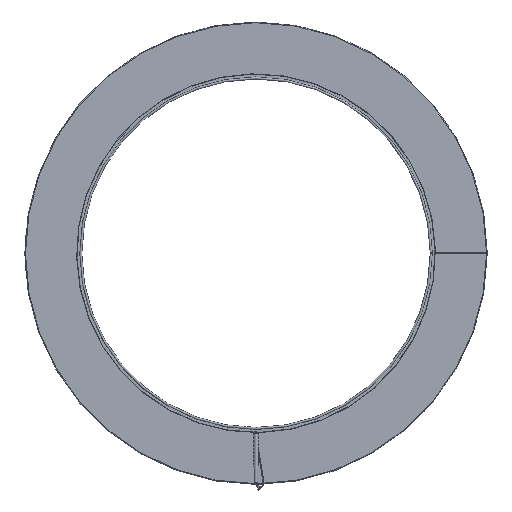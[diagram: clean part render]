
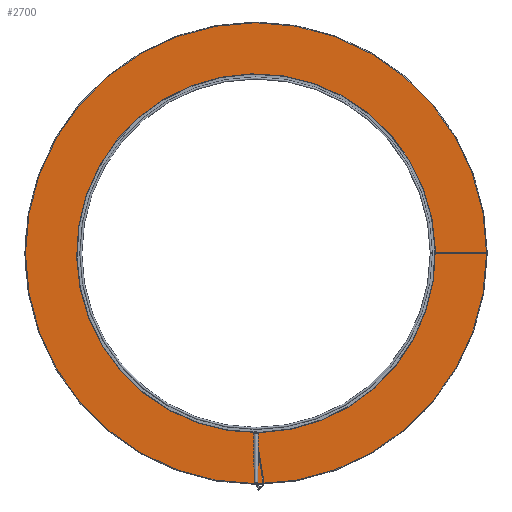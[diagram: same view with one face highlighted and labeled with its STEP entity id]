
A CAD part, front view. The second image highlights one B-rep face of the part: STEP entity #2700.
In plain terms, the highlighted planar face has unit normal (0, -1, 0).
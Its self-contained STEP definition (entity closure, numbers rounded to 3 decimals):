
#162=CIRCLE('',#2955,254.);
#163=CIRCLE('',#2957,327.);
#402=FACE_OUTER_BOUND('',#587,.T.);
#587=EDGE_LOOP('',(#1950,#1951,#1952,#1953));
#765=LINE('',#4299,#953);
#830=LINE('',#4494,#1018);
#953=VECTOR('',#3264,73.);
#1018=VECTOR('',#3457,73.);
#1140=VERTEX_POINT('',#4291);
#1142=VERTEX_POINT('',#4297);
#1206=VERTEX_POINT('',#4486);
#1208=VERTEX_POINT('',#4492);
#1362=EDGE_CURVE('',#1140,#1142,#765,.T.);
#1459=EDGE_CURVE('',#1208,#1206,#830,.T.);
#1507=EDGE_CURVE('',#1208,#1140,#162,.T.);
#1508=EDGE_CURVE('',#1206,#1142,#163,.T.);
#1950=ORIENTED_EDGE('',*,*,#1362,.T.);
#1951=ORIENTED_EDGE('',*,*,#1508,.F.);
#1952=ORIENTED_EDGE('',*,*,#1459,.F.);
#1953=ORIENTED_EDGE('',*,*,#1507,.T.);
#2427=PLANE('',#2956);
#2700=ADVANCED_FACE('',(#402),#2427,.T.);
#2955=AXIS2_PLACEMENT_3D('',#4589,#3574,#3575);
#2956=AXIS2_PLACEMENT_3D('',#4590,#3576,#3577);
#2957=AXIS2_PLACEMENT_3D('',#4591,#3578,#3579);
#3264=DIRECTION('',(1.,0.,0.002));
#3457=DIRECTION('',(1.,0.,0.));
#3574=DIRECTION('center_axis',(0.,1.,0.));
#3575=DIRECTION('ref_axis',(1.,0.,0.));
#3576=DIRECTION('center_axis',(0.,-1.,0.));
#3577=DIRECTION('ref_axis',(0.,0.,-1.));
#3578=DIRECTION('center_axis',(0.,1.,0.));
#3579=DIRECTION('ref_axis',(1.,0.,0.));
#4291=CARTESIAN_POINT('',(254.,64.5,0.443));
#4297=CARTESIAN_POINT('',(327.,64.5,0.571));
#4299=CARTESIAN_POINT('',(254.,64.5,0.443));
#4486=CARTESIAN_POINT('',(327.,64.5,0.));
#4492=CARTESIAN_POINT('',(254.,64.5,0.));
#4494=CARTESIAN_POINT('',(254.,64.5,0.));
#4589=CARTESIAN_POINT('Origin',(0.,64.5,0.));
#4590=CARTESIAN_POINT('Origin',(254.,64.5,0.443));
#4591=CARTESIAN_POINT('Origin',(0.,64.5,0.));
